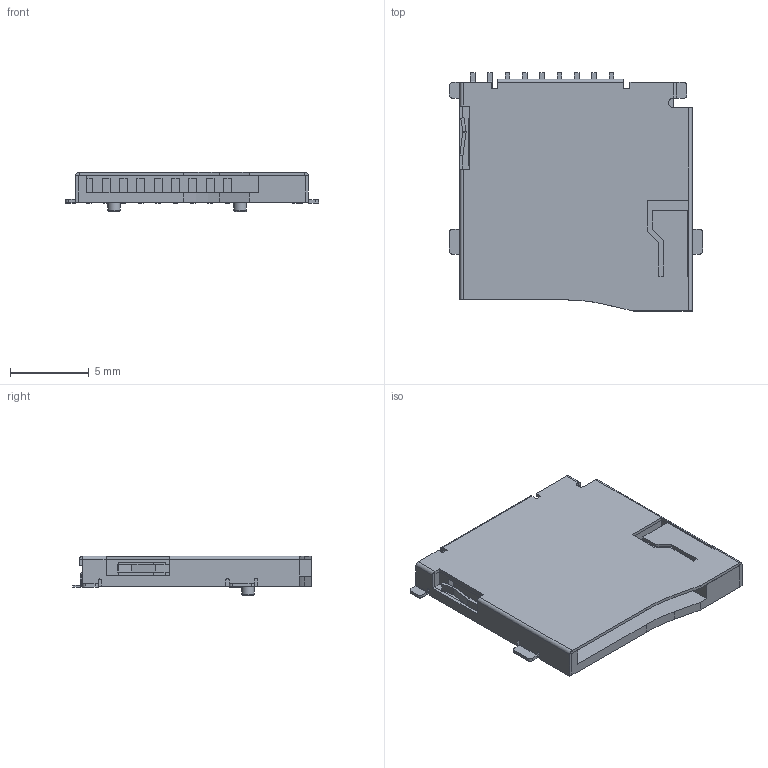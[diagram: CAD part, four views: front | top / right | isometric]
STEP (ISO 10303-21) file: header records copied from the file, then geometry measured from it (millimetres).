
FILE_DESCRIPTION(/* description */ (''),/* implementation_level */ '2;1');
FILE_NAME(/* name */ 'TF SD CARD.step',/* time_stamp */ '2025-12-25T10:32:44+08:00',/* author */ (''),/* organization */ (''),/* preprocessor_version */ 'ST-DEVELOPER v20.1',/* originating_system */ 'Autodesk Translation Framework v14.21.0.0',/* authorisation */ '');
FILE_SCHEMA (('AUTOMOTIVE_DESIGN { 1 0 10303 214 3 1 1 }'));
Length unit declared in the file: millimetre
Products named in the file (2): T79x-TF1-TF-SMD_TF-CARD-H1.8; COMPOUND
Assembly tree (1 placements, depth 2):
  T79x-TF1-TF-SMD_TF-CARD-H1.8
    COMPOUND
Bounding box: 16.05 x 15.1 x 2.5 mm (x, y, z)
Volume: 235.1 mm3; surface area: 1173.3 mm2
Topology: 21 solids, 21 shells, 562 faces, 1519 edges, 988 vertices
Faces by surface type: plane 425, cylinder 133, torus 2, bspline 2
Full cylindrical faces by diameter (mm): 0.8 x2
Entity records: 19084 total; most frequent: CARTESIAN_POINT 4175, ORIENTED_EDGE 3038, DIRECTION 2917, EDGE_CURVE 1519, LINE 1241, VECTOR 1241, VERTEX_POINT 988, AXIS2_PLACEMENT_3D 838
